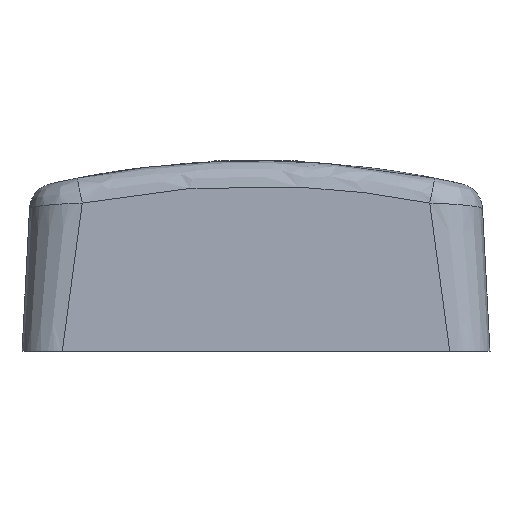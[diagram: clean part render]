
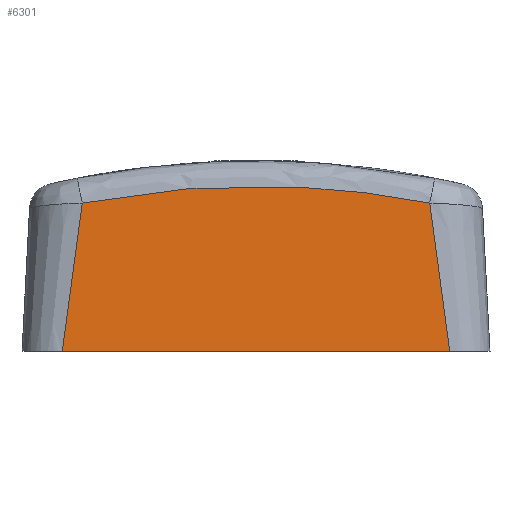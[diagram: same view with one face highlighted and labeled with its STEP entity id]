
A CAD part, front view. The second image highlights one B-rep face of the part: STEP entity #6301.
In plain terms, the highlighted planar face has unit normal (0, -0.999, 0.052).
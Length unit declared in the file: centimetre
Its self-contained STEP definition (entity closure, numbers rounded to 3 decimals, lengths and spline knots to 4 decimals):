
#28=ELLIPSE('',#6853,13.4546,13.4361);
#670=FACE_OUTER_BOUND('',#1062,.T.);
#1062=EDGE_LOOP('',(#5306,#5307,#5308,#5309));
#1729=LINE('',#12206,#2155);
#1732=LINE('',#12251,#2158);
#1768=LINE('',#12932,#2194);
#2155=VECTOR('',#8360,1.0033);
#2158=VECTOR('',#8369,1.0033);
#2194=VECTOR('',#8505,1.);
#2677=VERTEX_POINT('',#12193);
#2679=VERTEX_POINT('',#12204);
#2680=VERTEX_POINT('',#12238);
#2681=VERTEX_POINT('',#12247);
#3503=EDGE_CURVE('',#2679,#2677,#1729,.T.);
#3509=EDGE_CURVE('',#2680,#2681,#1732,.T.);
#3510=EDGE_CURVE('',#2677,#2680,#28,.T.);
#3578=EDGE_CURVE('',#2681,#2679,#1768,.T.);
#5306=ORIENTED_EDGE('',*,*,#3503,.F.);
#5307=ORIENTED_EDGE('',*,*,#3578,.F.);
#5308=ORIENTED_EDGE('',*,*,#3509,.F.);
#5309=ORIENTED_EDGE('',*,*,#3510,.F.);
#5568=PLANE('',#6904);
#6301=ADVANCED_FACE('',(#670),#5568,.T.);
#6853=AXIS2_PLACEMENT_3D('',#12277,#8370,#8371);
#6904=AXIS2_PLACEMENT_3D('',#12935,#8509,#8510);
#8360=DIRECTION('',(0.133,0.052,0.99));
#8369=DIRECTION('',(0.133,-0.052,-0.99));
#8370=DIRECTION('center_axis',(0.,0.999,-0.052));
#8371=DIRECTION('ref_axis',(0.,0.052,0.999));
#8505=DIRECTION('',(-1.,0.,0.));
#8509=DIRECTION('center_axis',(0.,-0.999,0.052));
#8510=DIRECTION('ref_axis',(1.,0.,0.));
#12193=CARTESIAN_POINT('',(-2.5992,-4.7338,0.0171));
#12204=CARTESIAN_POINT('',(-2.8982,-4.85,-2.2));
#12206=CARTESIAN_POINT('',(-2.5743,-4.7241,0.2021));
#12238=CARTESIAN_POINT('',(2.5992,-4.7338,0.0171));
#12247=CARTESIAN_POINT('',(2.8982,-4.85,-2.2));
#12251=CARTESIAN_POINT('',(2.5837,-4.7278,0.132));
#12277=CARTESIAN_POINT('Origin',(0.,-5.4247,
-13.1652));
#12932=CARTESIAN_POINT('',(3.5,-4.85,-2.2));
#12935=CARTESIAN_POINT('Origin',(-3.5,-4.7349,-0.003));
